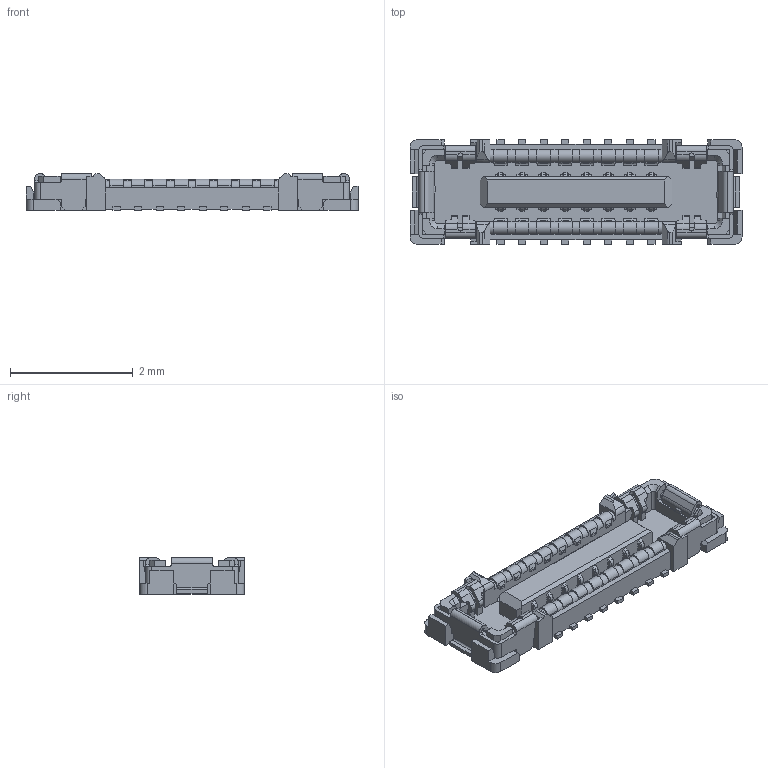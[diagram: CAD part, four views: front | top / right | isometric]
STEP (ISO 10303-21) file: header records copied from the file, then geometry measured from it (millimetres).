
FILE_DESCRIPTION((''),'2;1');
FILE_NAME('S-51084-016XX','2020-02-18T',('t00217'),(''),'PRO/ENGINEER BY PARAMETRIC TECHNOLOGY CORPORATION, 2007450','PRO/ENGINEER BY PARAMETRIC TECHNOLOGY CORPORATION, 2007450','');
FILE_SCHEMA(('CONFIG_CONTROL_DESIGN'));
Length unit declared in the file: millimetre
Products named in the file (1): S-51084-016XX
Bounding box: 5.4 x 1.7 x 0.6 mm (x, y, z)
Volume: 2.8 mm3; surface area: 39.6 mm2
Topology: 1 solids, 1 shells, 1441 faces, 4230 edges, 2780 vertices
Faces by surface type: plane 923, cylinder 382, cone 104, bspline 32
Entity records: 48953 total; most frequent: CARTESIAN_POINT 10714, ORIENTED_EDGE 8460, DIRECTION 7444, EDGE_CURVE 4230, VECTOR 2946, LINE 2946, VERTEX_POINT 2780, AXIS2_PLACEMENT_3D 2249
